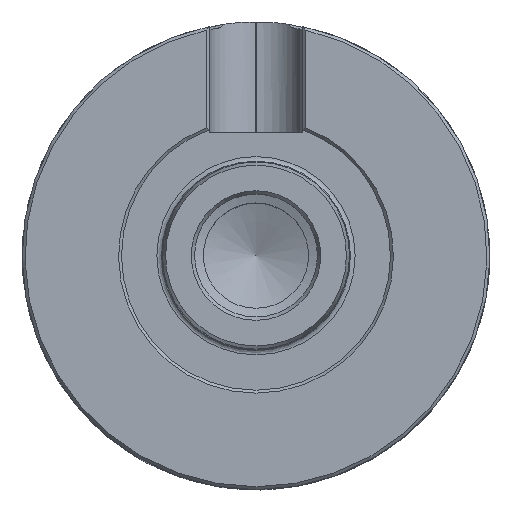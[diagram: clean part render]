
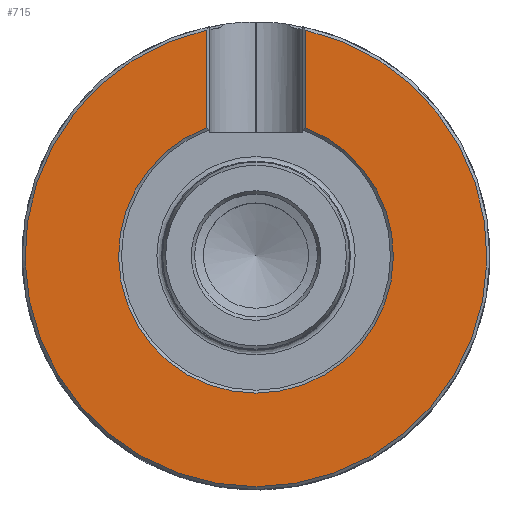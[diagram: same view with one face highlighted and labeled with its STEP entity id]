
A CAD part, top view. The second image highlights one B-rep face of the part: STEP entity #715.
In plain terms, the highlighted face is planar.
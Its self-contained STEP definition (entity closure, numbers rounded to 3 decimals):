
#477=PLANE('',#7838);
#715=ADVANCED_FACE('CU_VLE_LO_SU_1',(#1222),#477,.T.);
#1222=FACE_OUTER_BOUND('',#1606,.T.);
#1606=EDGE_LOOP('',(#3825,#3826,#3827,#3828));
#2397=LINE('',#16586,#2879);
#2398=LINE('',#16590,#2880);
#2879=VECTOR('',#8758,1.);
#2880=VECTOR('',#8761,1.);
#3825=ORIENTED_EDGE('',*,*,#6585,.F.);
#3826=ORIENTED_EDGE('',*,*,#6587,.T.);
#3827=ORIENTED_EDGE('',*,*,#6588,.T.);
#3828=ORIENTED_EDGE('',*,*,#6589,.T.);
#5857=VERTEX_POINT('',#16578);
#5858=VERTEX_POINT('',#16580);
#5859=VERTEX_POINT('',#16587);
#5860=VERTEX_POINT('',#16589);
#6585=EDGE_CURVE('',#5857,#5858,#7499,.T.);
#6587=EDGE_CURVE('',#5857,#5859,#2397,.T.);
#6588=EDGE_CURVE('',#5859,#5860,#7500,.T.);
#6589=EDGE_CURVE('',#5860,#5858,#2398,.T.);
#7499=CIRCLE('',#7835,23.5);
#7500=CIRCLE('',#7837,39.5);
#7835=AXIS2_PLACEMENT_3D('',#16579,#8754,#8755);
#7837=AXIS2_PLACEMENT_3D('',#16588,#8759,#8760);
#7838=AXIS2_PLACEMENT_3D('',#16591,#8762,#8763);
#8754=DIRECTION('',(0.,1.,0.));
#8755=DIRECTION('',(-1.,0.,0.));
#8758=DIRECTION('',(0.,0.,1.));
#8759=DIRECTION('',(0.,1.,0.));
#8760=DIRECTION('',(-1.,0.,0.));
#8761=DIRECTION('',(0.,0.,-1.));
#8762=DIRECTION('',(0.,1.,0.));
#8763=DIRECTION('',(-1.,0.,0.));
#16578=CARTESIAN_POINT('',(8.511,0.,21.905));
#16579=CARTESIAN_POINT('',(0.,0.,0.));
#16580=CARTESIAN_POINT('',(-8.511,0.,21.905));
#16586=CARTESIAN_POINT('',(8.511,0.,23.5));
#16587=CARTESIAN_POINT('',(8.511,0.,38.572));
#16588=CARTESIAN_POINT('',(0.,0.,0.));
#16589=CARTESIAN_POINT('',(-8.511,0.,38.572));
#16590=CARTESIAN_POINT('',(-8.511,0.,23.5));
#16591=CARTESIAN_POINT('',(0.,0.,23.5));
